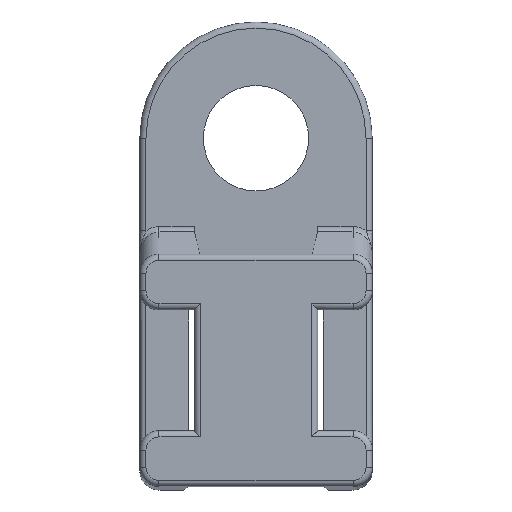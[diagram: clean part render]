
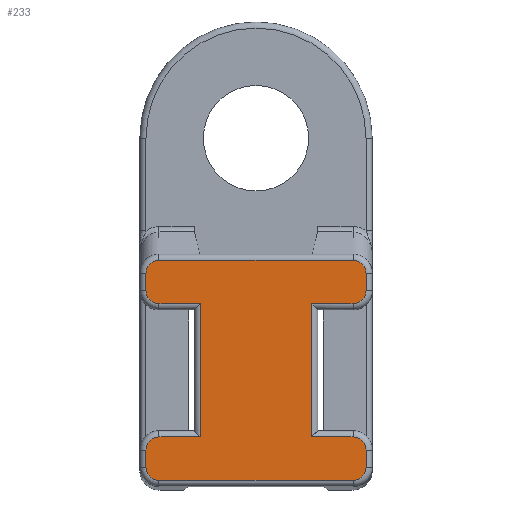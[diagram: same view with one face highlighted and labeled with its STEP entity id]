
A CAD part, front view. The second image highlights one B-rep face of the part: STEP entity #233.
In plain terms, the highlighted face is planar.
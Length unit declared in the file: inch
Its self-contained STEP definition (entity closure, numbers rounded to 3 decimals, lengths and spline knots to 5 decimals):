
#167=CIRCLE('',#1404,0.021);
#168=CIRCLE('',#1405,0.021);
#169=CIRCLE('',#1406,0.021);
#170=CIRCLE('',#1407,0.021);
#171=CIRCLE('',#1408,0.021);
#172=CIRCLE('',#1409,0.021);
#173=CIRCLE('',#1410,0.021);
#174=CIRCLE('',#1411,0.021);
#233=ADVANCED_FACE('',(#329),#303,.T.);
#303=PLANE('',#1412);
#329=FACE_OUTER_BOUND('',#404,.T.);
#404=EDGE_LOOP('',(#561,#562,#563,#564,#565,#566,#567,#568,#569,#570,#571,
#572,#573,#574,#575,#576,#577,#578,#579,#580));
#561=ORIENTED_EDGE('',*,*,#1043,.T.);
#562=ORIENTED_EDGE('',*,*,#1044,.T.);
#563=ORIENTED_EDGE('',*,*,#1045,.T.);
#564=ORIENTED_EDGE('',*,*,#1046,.T.);
#565=ORIENTED_EDGE('',*,*,#1047,.T.);
#566=ORIENTED_EDGE('',*,*,#1048,.T.);
#567=ORIENTED_EDGE('',*,*,#1049,.T.);
#568=ORIENTED_EDGE('',*,*,#1050,.T.);
#569=ORIENTED_EDGE('',*,*,#1051,.T.);
#570=ORIENTED_EDGE('',*,*,#1052,.T.);
#571=ORIENTED_EDGE('',*,*,#1053,.T.);
#572=ORIENTED_EDGE('',*,*,#1054,.T.);
#573=ORIENTED_EDGE('',*,*,#1055,.T.);
#574=ORIENTED_EDGE('',*,*,#1056,.T.);
#575=ORIENTED_EDGE('',*,*,#1057,.T.);
#576=ORIENTED_EDGE('',*,*,#1058,.T.);
#577=ORIENTED_EDGE('',*,*,#1059,.T.);
#578=ORIENTED_EDGE('',*,*,#1060,.T.);
#579=ORIENTED_EDGE('',*,*,#1061,.T.);
#580=ORIENTED_EDGE('',*,*,#1062,.T.);
#923=VERTEX_POINT('',#2099);
#924=VERTEX_POINT('',#2100);
#925=VERTEX_POINT('',#2102);
#926=VERTEX_POINT('',#2104);
#927=VERTEX_POINT('',#2106);
#928=VERTEX_POINT('',#2108);
#929=VERTEX_POINT('',#2110);
#930=VERTEX_POINT('',#2112);
#931=VERTEX_POINT('',#2114);
#932=VERTEX_POINT('',#2116);
#933=VERTEX_POINT('',#2118);
#934=VERTEX_POINT('',#2120);
#935=VERTEX_POINT('',#2122);
#936=VERTEX_POINT('',#2124);
#937=VERTEX_POINT('',#2126);
#938=VERTEX_POINT('',#2128);
#939=VERTEX_POINT('',#2130);
#940=VERTEX_POINT('',#2132);
#941=VERTEX_POINT('',#2134);
#942=VERTEX_POINT('',#2136);
#1043=EDGE_CURVE('',#923,#924,#1217,.T.);
#1044=EDGE_CURVE('',#924,#925,#1218,.T.);
#1045=EDGE_CURVE('',#925,#926,#1219,.T.);
#1046=EDGE_CURVE('',#926,#927,#167,.T.);
#1047=EDGE_CURVE('',#927,#928,#1220,.T.);
#1048=EDGE_CURVE('',#928,#929,#168,.T.);
#1049=EDGE_CURVE('',#929,#930,#1221,.T.);
#1050=EDGE_CURVE('',#930,#931,#169,.T.);
#1051=EDGE_CURVE('',#931,#932,#1222,.T.);
#1052=EDGE_CURVE('',#932,#933,#170,.T.);
#1053=EDGE_CURVE('',#933,#934,#1223,.T.);
#1054=EDGE_CURVE('',#934,#935,#1224,.T.);
#1055=EDGE_CURVE('',#935,#936,#1225,.T.);
#1056=EDGE_CURVE('',#936,#937,#171,.T.);
#1057=EDGE_CURVE('',#937,#938,#1226,.T.);
#1058=EDGE_CURVE('',#938,#939,#172,.T.);
#1059=EDGE_CURVE('',#939,#940,#1227,.T.);
#1060=EDGE_CURVE('',#940,#941,#173,.T.);
#1061=EDGE_CURVE('',#941,#942,#1228,.T.);
#1062=EDGE_CURVE('',#942,#923,#174,.T.);
#1217=LINE('',#2098,#1333);
#1218=LINE('',#2101,#1334);
#1219=LINE('',#2103,#1335);
#1220=LINE('',#2107,#1336);
#1221=LINE('',#2111,#1337);
#1222=LINE('',#2115,#1338);
#1223=LINE('',#2119,#1339);
#1224=LINE('',#2121,#1340);
#1225=LINE('',#2123,#1341);
#1226=LINE('',#2127,#1342);
#1227=LINE('',#2131,#1343);
#1228=LINE('',#2135,#1344);
#1333=VECTOR('',#1636,1.);
#1334=VECTOR('',#1637,1.);
#1335=VECTOR('',#1638,1.);
#1336=VECTOR('',#1641,1.);
#1337=VECTOR('',#1644,1.);
#1338=VECTOR('',#1647,1.);
#1339=VECTOR('',#1650,1.);
#1340=VECTOR('',#1651,1.);
#1341=VECTOR('',#1652,1.);
#1342=VECTOR('',#1655,1.);
#1343=VECTOR('',#1658,1.);
#1344=VECTOR('',#1661,1.);
#1404=AXIS2_PLACEMENT_3D('',#2105,#1639,#1640);
#1405=AXIS2_PLACEMENT_3D('',#2109,#1642,#1643);
#1406=AXIS2_PLACEMENT_3D('',#2113,#1645,#1646);
#1407=AXIS2_PLACEMENT_3D('',#2117,#1648,#1649);
#1408=AXIS2_PLACEMENT_3D('',#2125,#1653,#1654);
#1409=AXIS2_PLACEMENT_3D('',#2129,#1656,#1657);
#1410=AXIS2_PLACEMENT_3D('',#2133,#1659,#1660);
#1411=AXIS2_PLACEMENT_3D('',#2137,#1662,#1663);
#1412=AXIS2_PLACEMENT_3D('',#2138,#1664,#1665);
#1636=DIRECTION('',(1.,0.,0.));
#1637=DIRECTION('',(0.,-1.,0.));
#1638=DIRECTION('',(-1.,0.,0.));
#1639=DIRECTION('',(0.,0.,1.));
#1640=DIRECTION('',(1.,0.,0.));
#1641=DIRECTION('',(0.,-1.,0.));
#1642=DIRECTION('',(0.,0.,1.));
#1643=DIRECTION('',(1.,0.,0.));
#1644=DIRECTION('',(1.,0.,0.));
#1645=DIRECTION('',(0.,0.,1.));
#1646=DIRECTION('',(1.,0.,0.));
#1647=DIRECTION('',(0.,1.,0.));
#1648=DIRECTION('',(0.,0.,1.));
#1649=DIRECTION('',(1.,0.,0.));
#1650=DIRECTION('',(-1.,0.,0.));
#1651=DIRECTION('',(0.,1.,0.));
#1652=DIRECTION('',(1.,0.,0.));
#1653=DIRECTION('',(0.,0.,1.));
#1654=DIRECTION('',(1.,0.,0.));
#1655=DIRECTION('',(0.,1.,0.));
#1656=DIRECTION('',(0.,0.,1.));
#1657=DIRECTION('',(1.,0.,0.));
#1658=DIRECTION('',(-1.,0.,0.));
#1659=DIRECTION('',(0.,0.,1.));
#1660=DIRECTION('',(1.,0.,0.));
#1661=DIRECTION('',(0.,-1.,0.));
#1662=DIRECTION('',(0.,0.,1.));
#1663=DIRECTION('',(1.,0.,0.));
#1664=DIRECTION('',(0.,0.,1.));
#1665=DIRECTION('',(1.,0.,0.));
#2098=CARTESIAN_POINT('',(0.,0.295,0.195));
#2099=CARTESIAN_POINT('',(0.031,0.295,0.195));
#2100=CARTESIAN_POINT('',(0.0975,0.295,0.195));
#2101=CARTESIAN_POINT('',(0.0975,0.09,0.195));
#2102=CARTESIAN_POINT('',(0.0975,0.08,0.195));
#2103=CARTESIAN_POINT('',(0.375,0.08,0.195));
#2104=CARTESIAN_POINT('',(0.031,0.08,0.195));
#2105=CARTESIAN_POINT('',(0.031,0.059,0.195));
#2106=CARTESIAN_POINT('',(0.01,0.059,0.195));
#2107=CARTESIAN_POINT('',(0.01,0.,0.195));
#2108=CARTESIAN_POINT('',(0.01,0.031,0.195));
#2109=CARTESIAN_POINT('',(0.031,0.031,0.195));
#2110=CARTESIAN_POINT('',(0.031,0.01,0.195));
#2111=CARTESIAN_POINT('',(0.,0.01,0.195));
#2112=CARTESIAN_POINT('',(0.344,0.01,0.195));
#2113=CARTESIAN_POINT('',(0.344,0.031,0.195));
#2114=CARTESIAN_POINT('',(0.365,0.031,0.195));
#2115=CARTESIAN_POINT('',(0.365,0.,0.195));
#2116=CARTESIAN_POINT('',(0.365,0.059,0.195));
#2117=CARTESIAN_POINT('',(0.344,0.059,0.195));
#2118=CARTESIAN_POINT('',(0.344,0.08,0.195));
#2119=CARTESIAN_POINT('',(0.375,0.08,0.195));
#2120=CARTESIAN_POINT('',(0.2775,0.08,0.195));
#2121=CARTESIAN_POINT('',(0.2775,0.,0.195));
#2122=CARTESIAN_POINT('',(0.2775,0.295,0.195));
#2123=CARTESIAN_POINT('',(0.,0.295,0.195));
#2124=CARTESIAN_POINT('',(0.344,0.295,0.195));
#2125=CARTESIAN_POINT('',(0.344,0.316,0.195));
#2126=CARTESIAN_POINT('',(0.365,0.316,0.195));
#2127=CARTESIAN_POINT('',(0.365,0.,0.195));
#2128=CARTESIAN_POINT('',(0.365,0.344,0.195));
#2129=CARTESIAN_POINT('',(0.344,0.344,0.195));
#2130=CARTESIAN_POINT('',(0.344,0.365,0.195));
#2131=CARTESIAN_POINT('',(0.,0.365,0.195));
#2132=CARTESIAN_POINT('',(0.031,0.365,0.195));
#2133=CARTESIAN_POINT('',(0.031,0.344,0.195));
#2134=CARTESIAN_POINT('',(0.01,0.344,0.195));
#2135=CARTESIAN_POINT('',(0.01,0.,0.195));
#2136=CARTESIAN_POINT('',(0.01,0.316,0.195));
#2137=CARTESIAN_POINT('',(0.031,0.316,0.195));
#2138=CARTESIAN_POINT('',(0.,0.,0.195));
